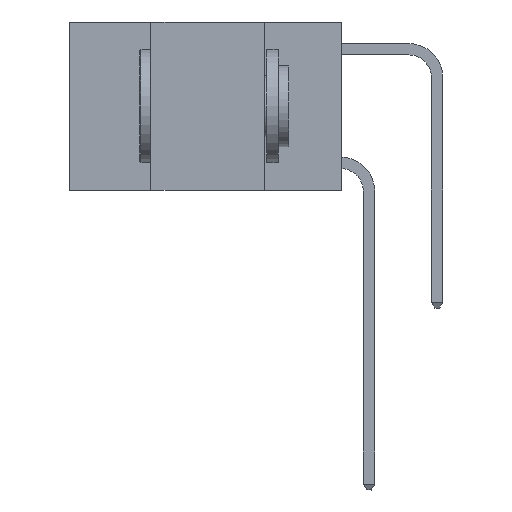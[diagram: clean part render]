
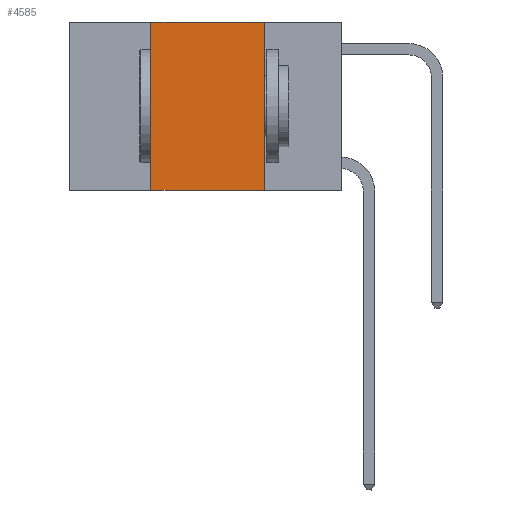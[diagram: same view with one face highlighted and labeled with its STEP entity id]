
A CAD part, left-side view. The second image highlights one B-rep face of the part: STEP entity #4585.
In plain terms, the highlighted planar face has unit normal (-1, 0, 0).
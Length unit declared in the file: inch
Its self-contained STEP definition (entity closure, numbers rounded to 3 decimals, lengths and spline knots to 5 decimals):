
#49 = CARTESIAN_POINT ( 'NONE',  ( 0., 0.42, 0. ) ) ;
#1250 = VERTEX_POINT ( 'NONE', #4773 ) ;
#1544 = CARTESIAN_POINT ( 'NONE',  ( 0., 0.17, -0.37 ) ) ;
#1685 = DIRECTION ( 'NONE',  ( 1., 0., 0. ) ) ;
#2172 = AXIS2_PLACEMENT_3D ( 'NONE', #15671, #1685, #15836 ) ;
#2555 = VECTOR ( 'NONE', #3940, 39.37008 ) ;
#2998 = FACE_OUTER_BOUND ( 'NONE', #3880, .T. ) ;
#3067 = VERTEX_POINT ( 'NONE', #3835 ) ;
#3471 = CARTESIAN_POINT ( 'NONE',  ( 0., 0.17, 0. ) ) ;
#3835 = CARTESIAN_POINT ( 'NONE',  ( 0., 0.42, 0. ) ) ;
#3880 = EDGE_LOOP ( 'NONE', ( #14555, #5049, #5226, #12782 ) ) ;
#3940 = DIRECTION ( 'NONE',  ( 0., 0., 1. ) ) ;
#4585 = ADVANCED_FACE ( 'NONE', ( #2998 ), #6839, .F. ) ;
#4614 = EDGE_CURVE ( 'NONE', #1250, #13229, #9671, .T. ) ;
#4773 = CARTESIAN_POINT ( 'NONE',  ( 0., 0.42, -0.37 ) ) ;
#4922 = EDGE_CURVE ( 'NONE', #3067, #14412, #14172, .T. ) ;
#5049 = ORIENTED_EDGE ( 'NONE', *, *, #4922, .F. ) ;
#5226 = ORIENTED_EDGE ( 'NONE', *, *, #10517, .F. ) ;
#6789 = VECTOR ( 'NONE', #7236, 39.37008 ) ;
#6839 = PLANE ( 'NONE',  #2172 ) ;
#7006 = CARTESIAN_POINT ( 'NONE',  ( 0., 0.6, -0.37 ) ) ;
#7236 = DIRECTION ( 'NONE',  ( 0., 0., -1. ) ) ;
#8323 = LINE ( 'NONE', #3471, #6789 ) ;
#9671 = LINE ( 'NONE', #7006, #16272 ) ;
#9736 = EDGE_CURVE ( 'NONE', #14412, #13229, #8323, .T. ) ;
#10517 = EDGE_CURVE ( 'NONE', #1250, #3067, #11455, .T. ) ;
#10736 = CARTESIAN_POINT ( 'NONE',  ( 0., 0.6, 0. ) ) ;
#11455 = LINE ( 'NONE', #49, #2555 ) ;
#12782 = ORIENTED_EDGE ( 'NONE', *, *, #4614, .T. ) ;
#13229 = VERTEX_POINT ( 'NONE', #1544 ) ;
#13795 = CARTESIAN_POINT ( 'NONE',  ( 0., 0.17, 0. ) ) ;
#14172 = LINE ( 'NONE', #10736, #14439 ) ;
#14411 = DIRECTION ( 'NONE',  ( 0., -1., 0. ) ) ;
#14412 = VERTEX_POINT ( 'NONE', #13795 ) ;
#14439 = VECTOR ( 'NONE', #14411, 39.37008 ) ;
#14555 = ORIENTED_EDGE ( 'NONE', *, *, #9736, .F. ) ;
#14829 = DIRECTION ( 'NONE',  ( 0., -1., 0. ) ) ;
#15671 = CARTESIAN_POINT ( 'NONE',  ( 0., 0.6, 0. ) ) ;
#15836 = DIRECTION ( 'NONE',  ( 0., 0., -1. ) ) ;
#16272 = VECTOR ( 'NONE', #14829, 39.37008 ) ;
